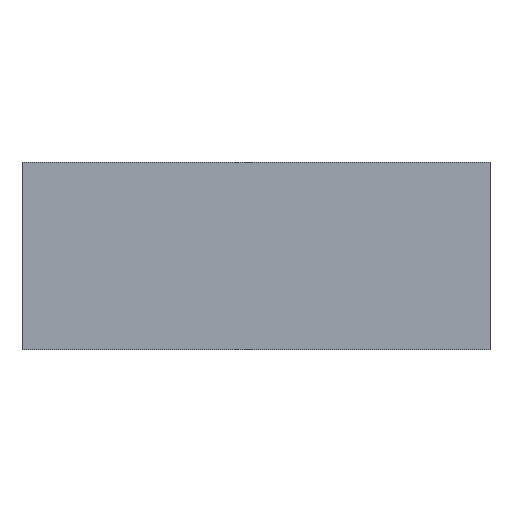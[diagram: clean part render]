
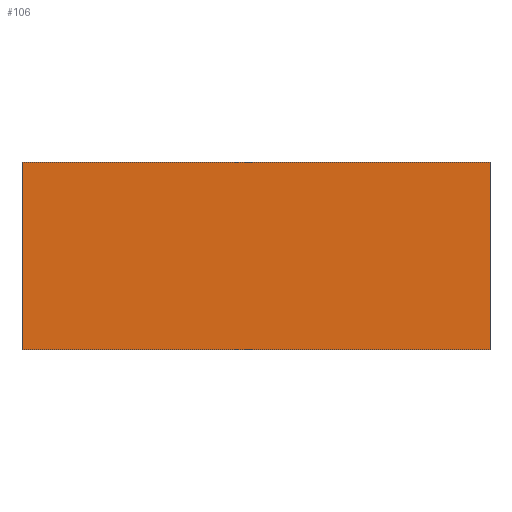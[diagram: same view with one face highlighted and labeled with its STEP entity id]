
A CAD part, left-side view. The second image highlights one B-rep face of the part: STEP entity #106.
In plain terms, the highlighted planar face has unit normal (-1, 0, 0).
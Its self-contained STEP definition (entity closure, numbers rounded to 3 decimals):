
#67=CARTESIAN_POINT('POINT5',(-5.08,0.,2.54));
#68=VERTEX_POINT('VERTEX5',#67);
#69=CARTESIAN_POINT('POINT6',(-5.08,12.7,2.54));
#70=VERTEX_POINT('VERTEX6',#69);
#71=CARTESIAN_POINT('POS9',(-5.08,0.,2.54));
#72=DIRECTION('DIR15',(0.,1.,0.));
#73=VECTOR('VEC3',#72,25.4);
#74=LINE('STRAIGHT3',#71,#73);
#75=EDGE_CURVE('EDGE7',#68,#70,#74,.T.);
#76=ORIENTED_EDGE('COEDGE9',*,*,#75,.T.);
#77=CARTESIAN_POINT('POINT7',(-5.08,12.7,-2.54));
#78=VERTEX_POINT('VERTEX7',#77);
#79=CARTESIAN_POINT('POS10',(-5.08,12.7,-2.54));
#80=DIRECTION('DIR16',(0.,0.,1.));
#81=VECTOR('VEC4',#80,25.4);
#82=LINE('STRAIGHT4',#79,#81);
#83=EDGE_CURVE('EDGE8',#78,#70,#82,.T.);
#84=ORIENTED_EDGE('COEDGE10',*,*,#83,.F.);
#85=CARTESIAN_POINT('POINT8',(-5.08,0.,-2.54));
#86=VERTEX_POINT('VERTEX8',#85);
#87=CARTESIAN_POINT('POS11',(-5.08,0.,-2.54));
#88=DIRECTION('DIR17',(0.,1.,0.));
#89=VECTOR('VEC5',#88,25.4);
#90=LINE('STRAIGHT5',#87,#89);
#91=EDGE_CURVE('EDGE9',#86,#78,#90,.T.);
#92=ORIENTED_EDGE('COEDGE11',*,*,#91,.F.);
#93=CARTESIAN_POINT('POS12',(-5.08,0.,-2.54));
#94=DIRECTION('DIR18',(0.,0.,1.));
#95=VECTOR('VEC6',#94,25.4);
#96=LINE('STRAIGHT6',#93,#95);
#97=EDGE_CURVE('EDGE10',#86,#68,#96,.T.);
#98=ORIENTED_EDGE('COEDGE12',*,*,#97,.T.);
#99=EDGE_LOOP('NONE',(#76,#84,#92,#98));
#100=FACE_BOUND('LOOP1',#99,.T.);
#101=CARTESIAN_POINT('POS13',(-5.08,0.,-2.54));
#102=DIRECTION('DIR19',(-1.,0.,0.));
#103=DIRECTION('DIR20',(0.,1.,0.));
#104=AXIS2_PLACEMENT_3D('AXIS7',#101,#102,#103);
#105=PLANE('PLANE1',#104);
#106=ADVANCED_FACE('FACE3',(#100),#105,.T.);
